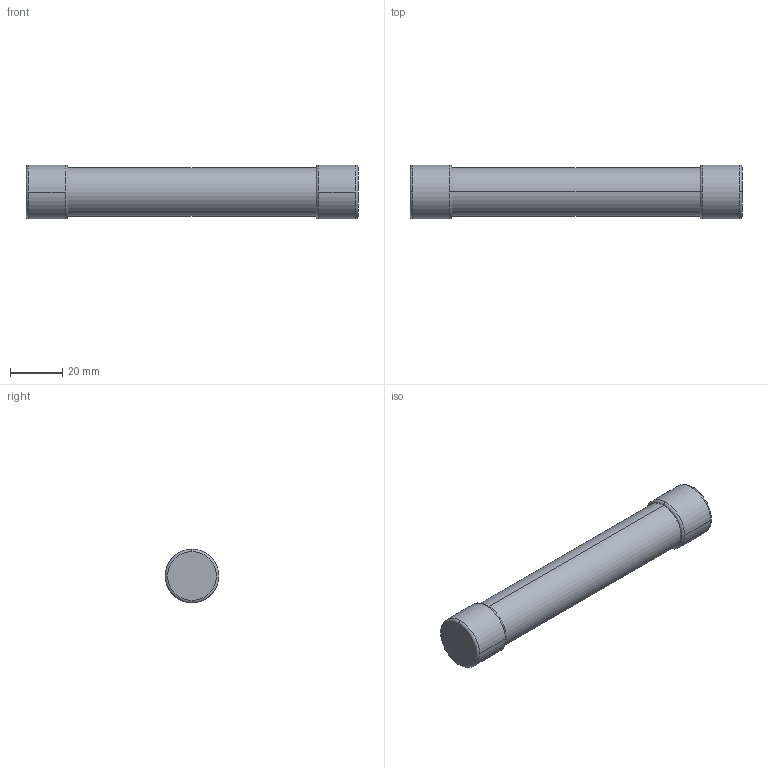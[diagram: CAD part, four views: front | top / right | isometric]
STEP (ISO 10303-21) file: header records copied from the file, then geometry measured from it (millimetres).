
FILE_DESCRIPTION((''),'2;1');
FILE_NAME('FUS_LITTELFUSE_HVJ-1-16.stp','2014-12-09T16:37:16',(''),(''),'Mechanical Desktop 2011','Mechanical Desktop 2011',', , ');
FILE_SCHEMA(('AUTOMOTIVE_DESIGN { 1 2 10303 214 1 1 1 1 }'));
Length unit declared in the file: millimetre
Products named in the file (1): Product
Bounding box: 126.9 x 20.6 x 20.6 mm (x, y, z)
Volume: 36396.9 mm3; surface area: 9380 mm2
Topology: 3 solids, 3 shells, 20 faces, 46 edges, 32 vertices
Faces by surface type: torus 8, cylinder 6, plane 6
Entity records: 652 total; most frequent: DIRECTION 128, CARTESIAN_POINT 99, ORIENTED_EDGE 92, AXIS2_PLACEMENT_3D 61, EDGE_CURVE 46, CIRCLE 40, VERTEX_POINT 32, EDGE_LOOP 20
